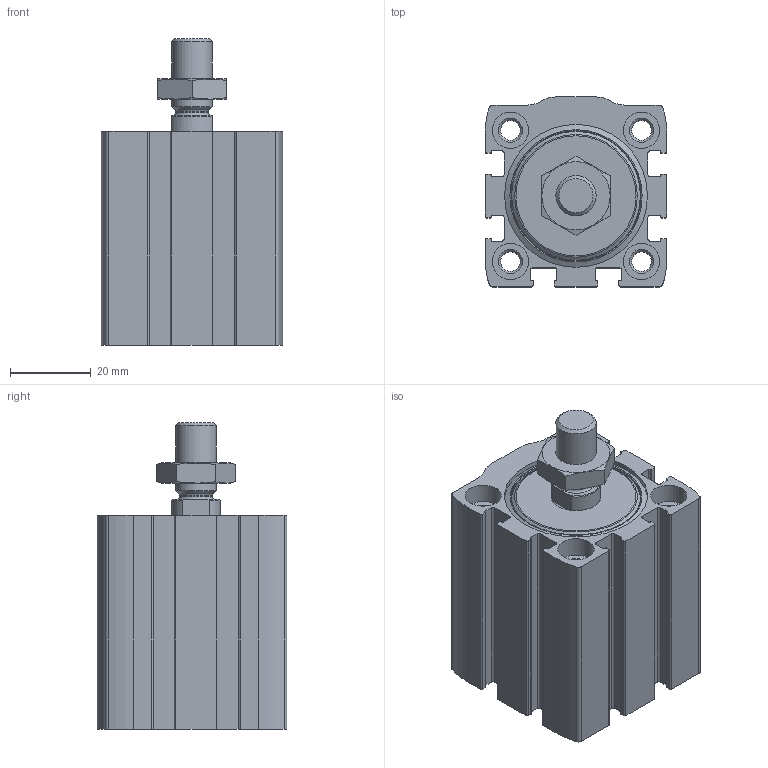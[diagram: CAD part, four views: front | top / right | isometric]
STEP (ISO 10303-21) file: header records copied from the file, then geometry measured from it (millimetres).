
FILE_DESCRIPTION(/* description */ ('STEP AP214'),/* implementation_level */ '2;1');
FILE_NAME(/* name */ '8092168_AEN-S-32-25-A-P-A',/* time_stamp */ '2024-08-02T18:20:56+02:00',/* author */ ('License CC BY-ND 4.0'),/* organization */ ('CADENAS'),/* preprocessor_version */ 'ST-DEVELOPER v19.3',/* originating_system */ 'PARTsolutions',/* authorisation */ ' ');
FILE_SCHEMA (('AUTOMOTIVE_DESIGN {1 0 10303 214 3 1 1}'));
Length unit declared in the file: millimetre
Products named in the file (4): 8092168 AEN-S-32-25-A-P-A---(0_high); 8084846 AEN-S-32-25-A-P-A---(highH); 8084846 AEN-S-32-25-A-P-A---(highP); DIN-439-B - M10x1.25(F)
Assembly tree (3 placements, depth 2):
  8092168 AEN-S-32-25-A-P-A---(0_high)
    8084846 AEN-S-32-25-A-P-A---(highH)
    8084846 AEN-S-32-25-A-P-A---(highP)
    DIN-439-B - M10x1.25(F)
Bounding box: 45 x 47 x 76 mm (x, y, z)
Volume: 78592.5 mm3; surface area: 31157.9 mm2
Topology: 3 solids, 3 shells, 209 faces, 516 edges, 336 vertices
Faces by surface type: plane 93, cylinder 90, cone 21, torus 5
Full cylindrical faces by diameter (mm): 4 x1, 4.134 x1, 4.917 x8, 5.2 x4, 8.1 x1, 8.647 x1, 9 x8, 10 x1, 12 x2, 32 x2, 35.4 x1
Entity records: 6087 total; most frequent: DIRECTION 1078, CARTESIAN_POINT 1067, ORIENTED_EDGE 920, EDGE_CURVE 460, AXIS2_PLACEMENT_3D 421, VERTEX_POINT 334, EDGE_LOOP 296, FACE_BOUND 296
